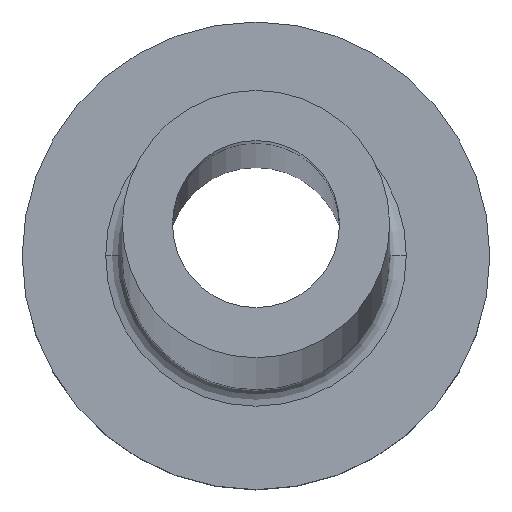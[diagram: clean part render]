
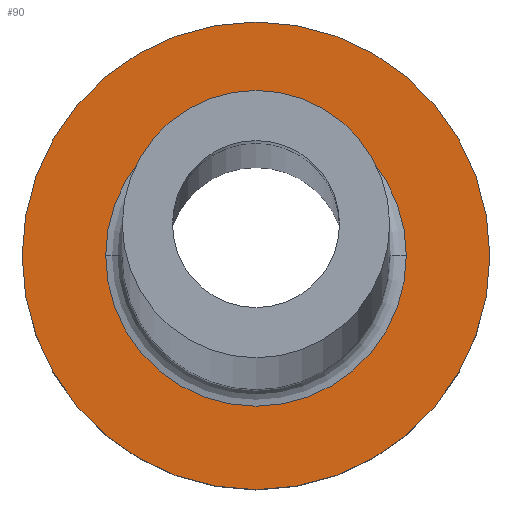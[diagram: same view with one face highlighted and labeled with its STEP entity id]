
A CAD part, top view. The second image highlights one B-rep face of the part: STEP entity #90.
In plain terms, the highlighted planar face has unit normal (0, 0, 1).
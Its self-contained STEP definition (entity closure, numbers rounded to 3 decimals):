
#19 = CARTESIAN_POINT ( 'NONE',  ( 0., 0., 5. ) ) ;
#38 = FACE_OUTER_BOUND ( 'NONE', #270, .T. ) ;
#61 = CARTESIAN_POINT ( 'NONE',  ( 0., 0., 5. ) ) ;
#64 = AXIS2_PLACEMENT_3D ( 'NONE', #61, #274, #210 ) ;
#85 = AXIS2_PLACEMENT_3D ( 'NONE', #88, #307, #313 ) ;
#88 = CARTESIAN_POINT ( 'NONE',  ( 0., 0., 5. ) ) ;
#89 = VERTEX_POINT ( 'NONE', #155 ) ;
#90 = ADVANCED_FACE ( 'NONE', ( #117, #38 ), #185, .T. ) ;
#110 = DIRECTION ( 'NONE',  ( 1., 0., 0. ) ) ;
#117 = FACE_BOUND ( 'NONE', #350, .T. ) ;
#131 = VERTEX_POINT ( 'NONE', #326 ) ;
#143 = ORIENTED_EDGE ( 'NONE', *, *, #264, .T. ) ;
#144 = CIRCLE ( 'NONE', #85, 4.5 ) ;
#155 = CARTESIAN_POINT ( 'NONE',  ( -4.5, 0., 5. ) ) ;
#159 = CIRCLE ( 'NONE', #64, 7. ) ;
#185 = PLANE ( 'NONE',  #422 ) ;
#193 = CIRCLE ( 'NONE', #387, 7. ) ;
#195 = CARTESIAN_POINT ( 'NONE',  ( 0., 0., 5. ) ) ;
#210 = DIRECTION ( 'NONE',  ( 1., 0., 0. ) ) ;
#213 = VERTEX_POINT ( 'NONE', #413 ) ;
#239 = ORIENTED_EDGE ( 'NONE', *, *, #290, .T. ) ;
#251 = DIRECTION ( 'NONE',  ( 0., 0., 1. ) ) ;
#261 = EDGE_CURVE ( 'NONE', #213, #131, #193, .T. ) ;
#264 = EDGE_CURVE ( 'NONE', #425, #89, #352, .T. ) ;
#270 = EDGE_LOOP ( 'NONE', ( #461, #390 ) ) ;
#274 = DIRECTION ( 'NONE',  ( 0., 0., 1. ) ) ;
#289 = CARTESIAN_POINT ( 'NONE',  ( 0., 0., 5. ) ) ;
#290 = EDGE_CURVE ( 'NONE', #89, #425, #144, .T. ) ;
#307 = DIRECTION ( 'NONE',  ( 0., 0., -1. ) ) ;
#310 = DIRECTION ( 'NONE',  ( 0., 0., -1. ) ) ;
#313 = DIRECTION ( 'NONE',  ( 1., 0., 0. ) ) ;
#326 = CARTESIAN_POINT ( 'NONE',  ( -7., 0., 5. ) ) ;
#350 = EDGE_LOOP ( 'NONE', ( #143, #239 ) ) ;
#352 = CIRCLE ( 'NONE', #407, 4.5 ) ;
#386 = CARTESIAN_POINT ( 'NONE',  ( 4.5, 0., 5. ) ) ;
#387 = AXIS2_PLACEMENT_3D ( 'NONE', #19, #405, #449 ) ;
#390 = ORIENTED_EDGE ( 'NONE', *, *, #261, .T. ) ;
#405 = DIRECTION ( 'NONE',  ( 0., 0., 1. ) ) ;
#407 = AXIS2_PLACEMENT_3D ( 'NONE', #195, #310, #411 ) ;
#409 = EDGE_CURVE ( 'NONE', #131, #213, #159, .T. ) ;
#411 = DIRECTION ( 'NONE',  ( 1., 0., 0. ) ) ;
#413 = CARTESIAN_POINT ( 'NONE',  ( 7., 0., 5. ) ) ;
#422 = AXIS2_PLACEMENT_3D ( 'NONE', #289, #251, #110 ) ;
#425 = VERTEX_POINT ( 'NONE', #386 ) ;
#449 = DIRECTION ( 'NONE',  ( 1., 0., 0. ) ) ;
#461 = ORIENTED_EDGE ( 'NONE', *, *, #409, .T. ) ;
